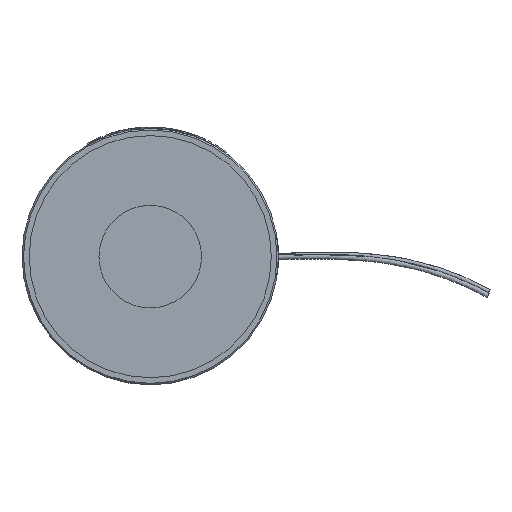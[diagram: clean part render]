
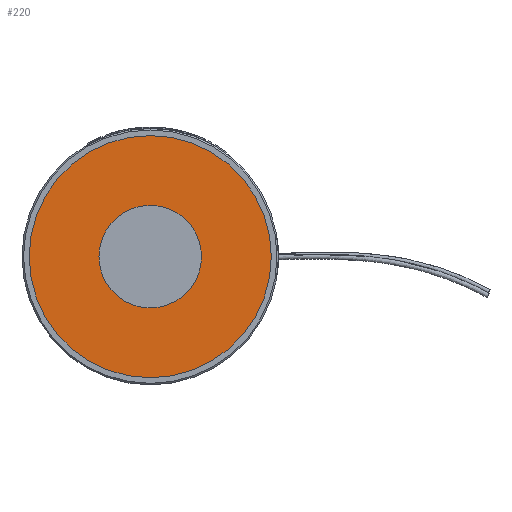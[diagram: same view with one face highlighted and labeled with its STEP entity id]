
A CAD part, front view. The second image highlights one B-rep face of the part: STEP entity #220.
In plain terms, the highlighted planar face has unit normal (0, -1, 0).
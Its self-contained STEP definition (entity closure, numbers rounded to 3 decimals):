
#220 = ADVANCED_FACE( '', ( #540, #541 ), #542, .F. );
#540 = FACE_BOUND( '', #1193, .T. );
#541 = FACE_OUTER_BOUND( '', #1194, .T. );
#542 = PLANE( '', #1195 );
#1193 = EDGE_LOOP( '', ( #3275 ) );
#1194 = EDGE_LOOP( '', ( #3276 ) );
#1195 = AXIS2_PLACEMENT_3D( '', #3277, #3278, #3279 );
#3275 = ORIENTED_EDGE( '', *, *, #4311, .T. );
#3276 = ORIENTED_EDGE( '', *, *, #4312, .F. );
#3277 = CARTESIAN_POINT( '', ( 0., -34.5, 0. ) );
#3278 = DIRECTION( '', ( 0., 1., 0. ) );
#3279 = DIRECTION( '', ( 0., 0., 1. ) );
#4311 = EDGE_CURVE( '', #4784, #4784, #4785, .T. );
#4312 = EDGE_CURVE( '', #4786, #4786, #4787, .T. );
#4784 = VERTEX_POINT( '', #5630 );
#4785 = CIRCLE( '', #5631, 10. );
#4786 = VERTEX_POINT( '', #5632 );
#4787 = CIRCLE( '', #5633, 23.6 );
#5630 = CARTESIAN_POINT( '', ( 10., -34.5, 0. ) );
#5631 = AXIS2_PLACEMENT_3D( '', #7868, #7869, #7870 );
#5632 = CARTESIAN_POINT( '', ( 23.6, -34.5, 0. ) );
#5633 = AXIS2_PLACEMENT_3D( '', #7871, #7872, #7873 );
#7868 = CARTESIAN_POINT( '', ( 0., -34.5, 0. ) );
#7869 = DIRECTION( '', ( 0., 1., 0. ) );
#7870 = DIRECTION( '', ( 1., 0., 0. ) );
#7871 = CARTESIAN_POINT( '', ( 0., -34.5, 0. ) );
#7872 = DIRECTION( '', ( 0., 1., 0. ) );
#7873 = DIRECTION( '', ( 1., 0., 0. ) );
